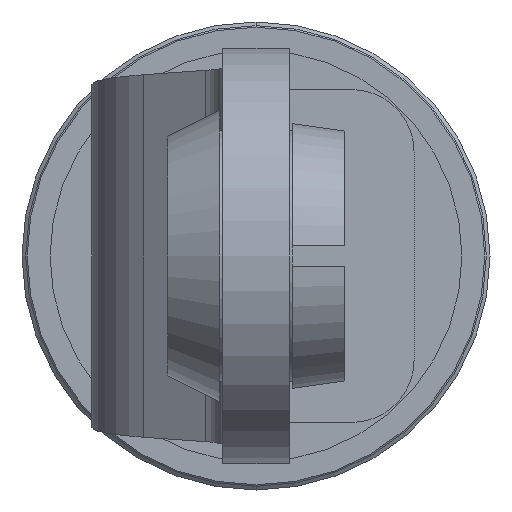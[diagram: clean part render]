
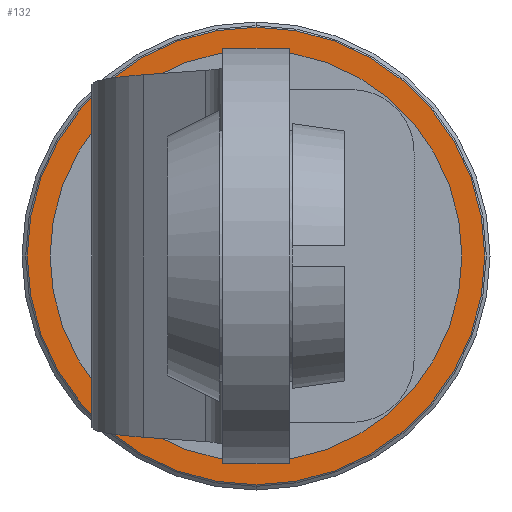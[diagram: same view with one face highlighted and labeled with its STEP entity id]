
A CAD part, left-side view. The second image highlights one B-rep face of the part: STEP entity #132.
In plain terms, the highlighted planar face has unit normal (-1, 0, 0).
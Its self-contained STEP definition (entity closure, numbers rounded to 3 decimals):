
#132=ADVANCED_FACE('',(#470,#471),#469,.F.);
#469=PLANE('',#1923);
#470=FACE_OUTER_BOUND('',#1924,.T.);
#471=FACE_BOUND('',#1925,.T.);
#1920=CARTESIAN_POINT('',(189.26,-22.863,203.278));
#1921=DIRECTION('',(1.,0.,0.));
#1922=DIRECTION('',(0.,0.,-1.));
#1923=AXIS2_PLACEMENT_3D('',#1920,#1921,#1922);
#1924=EDGE_LOOP('',(#2892,#2893));
#1925=EDGE_LOOP('',(#2894,#2895));
#2892=ORIENTED_EDGE('',*,*,#3622,.T.);
#2893=ORIENTED_EDGE('',*,*,#3623,.T.);
#2894=ORIENTED_EDGE('',*,*,#3624,.F.);
#2895=ORIENTED_EDGE('',*,*,#3625,.F.);
#3622=EDGE_CURVE('',#4436,#4437,#4438,.T.);
#3623=EDGE_CURVE('',#4437,#4436,#4444,.T.);
#3624=EDGE_CURVE('',#4450,#4451,#4452,.T.);
#3625=EDGE_CURVE('',#4451,#4450,#4458,.T.);
#4436=VERTEX_POINT('',#6751);
#4437=VERTEX_POINT('',#6752);
#4438=CIRCLE('',#6756,11.);
#4444=CIRCLE('',#6760,11.);
#4450=VERTEX_POINT('',#6761);
#4451=VERTEX_POINT('',#6762);
#4452=CIRCLE('',#6766,9.9);
#4458=CIRCLE('',#6770,9.9);
#6751=CARTESIAN_POINT('',(189.26,0.,199.978));
#6752=CARTESIAN_POINT('',(189.26,0.,177.978));
#6753=CARTESIAN_POINT('',(189.26,0.,188.978));
#6754=DIRECTION('',(-1.,0.,0.));
#6755=DIRECTION('',(0.,0.,1.));
#6756=AXIS2_PLACEMENT_3D('',#6753,#6754,#6755);
#6757=CARTESIAN_POINT('',(189.26,0.,188.978));
#6758=DIRECTION('',(-1.,0.,0.));
#6759=DIRECTION('',(0.,0.,1.));
#6760=AXIS2_PLACEMENT_3D('',#6757,#6758,#6759);
#6761=CARTESIAN_POINT('',(189.26,0.,179.078));
#6762=CARTESIAN_POINT('',(189.26,0.,198.878));
#6763=CARTESIAN_POINT('',(189.26,0.,188.978));
#6764=DIRECTION('',(-1.,0.,0.));
#6765=DIRECTION('',(0.,0.,1.));
#6766=AXIS2_PLACEMENT_3D('',#6763,#6764,#6765);
#6767=CARTESIAN_POINT('',(189.26,0.,188.978));
#6768=DIRECTION('',(-1.,0.,0.));
#6769=DIRECTION('',(0.,0.,1.));
#6770=AXIS2_PLACEMENT_3D('',#6767,#6768,#6769);
